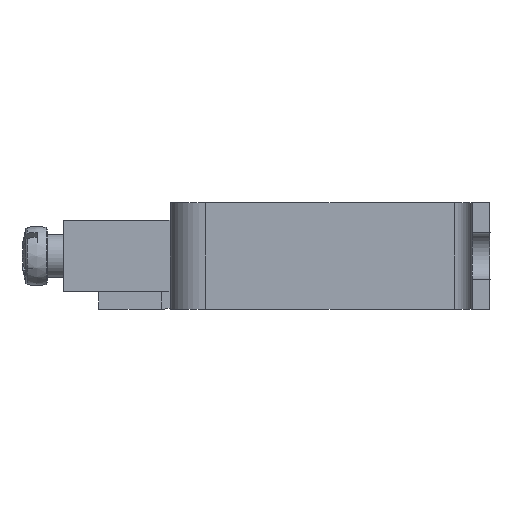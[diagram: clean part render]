
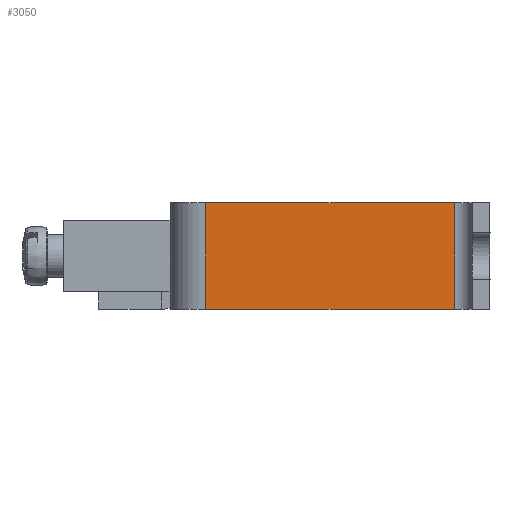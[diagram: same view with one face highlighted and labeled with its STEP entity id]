
A CAD part, left-side view. The second image highlights one B-rep face of the part: STEP entity #3050.
In plain terms, the highlighted planar face has unit normal (-1, 0, 0).
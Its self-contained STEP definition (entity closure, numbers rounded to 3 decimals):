
#387=LINE('',#4920,#553);
#395=LINE('',#4936,#561);
#403=LINE('',#4959,#569);
#404=LINE('',#4963,#570);
#553=VECTOR('',#3892,12.);
#561=VECTOR('',#3906,28.);
#569=VECTOR('',#3938,12.);
#570=VECTOR('',#3945,28.);
#703=PLANE('',#3298);
#958=FACE_OUTER_BOUND('',#1152,.T.);
#1152=EDGE_LOOP('',(#2597,#2598,#2599,#2600));
#1678=VERTEX_POINT('',#4909);
#1679=VERTEX_POINT('',#4913);
#1684=VERTEX_POINT('',#4934);
#1687=VERTEX_POINT('',#4958);
#2011=EDGE_CURVE('',#1678,#1679,#387,.T.);
#2019=EDGE_CURVE('',#1684,#1679,#395,.T.);
#2031=EDGE_CURVE('',#1684,#1687,#403,.T.);
#2034=EDGE_CURVE('',#1678,#1687,#404,.T.);
#2597=ORIENTED_EDGE('',*,*,#2011,.T.);
#2598=ORIENTED_EDGE('',*,*,#2019,.F.);
#2599=ORIENTED_EDGE('',*,*,#2031,.T.);
#2600=ORIENTED_EDGE('',*,*,#2034,.F.);
#3050=ADVANCED_FACE('',(#958),#703,.T.);
#3298=AXIS2_PLACEMENT_3D('',#4970,#3956,#3957);
#3892=DIRECTION('',(0.,-1.,0.));
#3906=DIRECTION('',(0.,0.,-1.));
#3938=DIRECTION('',(0.,1.,0.));
#3945=DIRECTION('',(0.,0.,1.));
#3956=DIRECTION('center_axis',(-1.,0.,0.));
#3957=DIRECTION('ref_axis',(0.,0.,1.));
#4909=CARTESIAN_POINT('',(-113.,6.,-30.));
#4913=CARTESIAN_POINT('',(-113.,-6.,-30.));
#4920=CARTESIAN_POINT('',(-113.,-3.,-30.));
#4934=CARTESIAN_POINT('',(-113.,-6.,-2.));
#4936=CARTESIAN_POINT('',(-113.,-6.,-2.));
#4958=CARTESIAN_POINT('',(-113.,6.,-2.));
#4959=CARTESIAN_POINT('',(-113.,0.,-2.));
#4963=CARTESIAN_POINT('',(-113.,6.,7.048));
#4970=CARTESIAN_POINT('Origin',(-113.,0.,-15.738));
